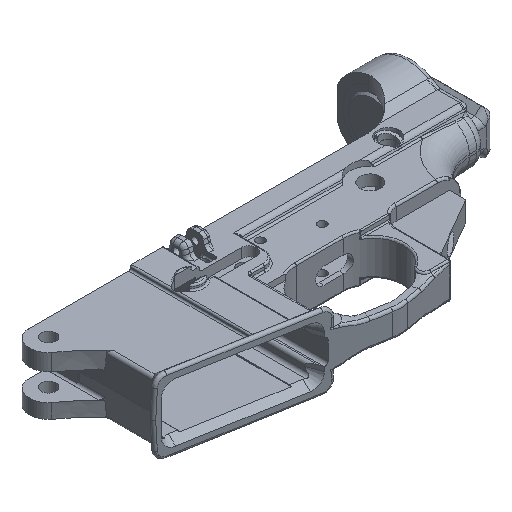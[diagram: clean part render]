
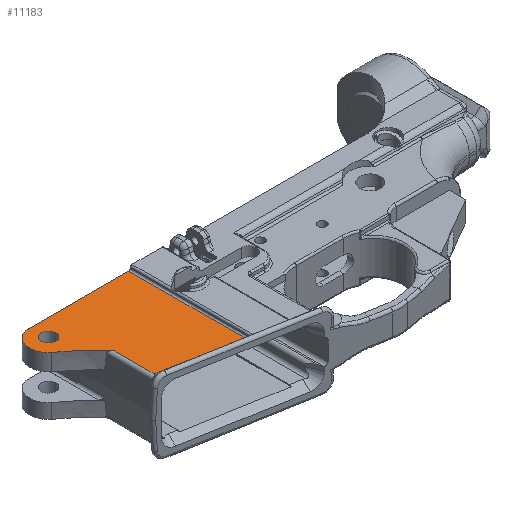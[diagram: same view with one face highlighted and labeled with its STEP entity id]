
A CAD part, isometric view. The second image highlights one B-rep face of the part: STEP entity #11183.
In plain terms, the highlighted planar face has unit normal (0, 0, 1).
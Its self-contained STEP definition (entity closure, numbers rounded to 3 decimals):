
#143=FACE_BOUND('',#2321,.T.);
#706=B_SPLINE_CURVE_WITH_KNOTS('',3,(#22503,#22504,#22505,#22506,#22507,
#22508),.UNSPECIFIED.,.F.,.F.,(4,2,4),(-0.114,-0.051,
0.),.UNSPECIFIED.);
#763=B_SPLINE_CURVE_WITH_KNOTS('',3,(#24988,#24989,#24990,#24991,#24992,
#24993,#24994,#24995,#24996,#24997,#24998,#24999,#25000,#25001,#25002,#25003,
#25004,#25005,#25006),.UNSPECIFIED.,.F.,.F.,(4,3,3,3,3,3,4),(0.,0.4,
0.801,0.926,1.327,1.728,1.859),
 .UNSPECIFIED.);
#1042=PLANE('',#12311);
#1649=FACE_OUTER_BOUND('',#2320,.T.);
#2320=EDGE_LOOP('',(#10297,#10298,#10299,#10300,#10301,#10302,#10303,#10304,
#10305,#10306));
#2321=EDGE_LOOP('',(#10307));
#2698=LINE('',#21057,#3505);
#2841=LINE('',#22799,#3648);
#2925=LINE('',#23563,#3732);
#3128=LINE('',#24926,#3935);
#3140=LINE('',#25061,#3947);
#3142=LINE('',#25066,#3949);
#3505=VECTOR('',#13696,20.718);
#3648=VECTOR('',#14231,54.9);
#3732=VECTOR('',#14505,35.853);
#3935=VECTOR('',#15254,10.);
#3947=VECTOR('',#15292,10.);
#3949=VECTOR('',#15298,37.251);
#4087=CIRCLE('',#11446,3.5);
#4459=CIRCLE('',#12304,8.1);
#4462=CIRCLE('',#12312,7.5);
#4721=VERTEX_POINT('',#17008);
#5054=VERTEX_POINT('',#21042);
#5056=VERTEX_POINT('',#21046);
#5167=VERTEX_POINT('',#22501);
#5224=VERTEX_POINT('',#22796);
#5225=VERTEX_POINT('',#22798);
#5493=VERTEX_POINT('',#24921);
#5500=VERTEX_POINT('',#24964);
#5501=VERTEX_POINT('',#24969);
#5506=VERTEX_POINT('',#25060);
#5507=VERTEX_POINT('',#25064);
#5867=EDGE_CURVE('',#4721,#4721,#4087,.T.);
#6345=EDGE_CURVE('',#5056,#5054,#2698,.T.);
#6523=EDGE_CURVE('',#5167,#5056,#706,.T.);
#6628=EDGE_CURVE('',#5224,#5225,#2841,.T.);
#6782=EDGE_CURVE('',#5225,#5167,#2925,.T.);
#7129=EDGE_CURVE('',#5493,#5054,#3128,.T.);
#7140=EDGE_CURVE('',#5501,#5500,#4459,.T.);
#7142=EDGE_CURVE('',#5500,#5493,#763,.F.);
#7151=EDGE_CURVE('',#5501,#5506,#3140,.T.);
#7153=EDGE_CURVE('',#5506,#5507,#4462,.T.);
#7154=EDGE_CURVE('',#5507,#5224,#3142,.T.);
#10297=ORIENTED_EDGE('',*,*,#7153,.F.);
#10298=ORIENTED_EDGE('',*,*,#7151,.F.);
#10299=ORIENTED_EDGE('',*,*,#7140,.T.);
#10300=ORIENTED_EDGE('',*,*,#7142,.T.);
#10301=ORIENTED_EDGE('',*,*,#7129,.T.);
#10302=ORIENTED_EDGE('',*,*,#6345,.F.);
#10303=ORIENTED_EDGE('',*,*,#6523,.F.);
#10304=ORIENTED_EDGE('',*,*,#6782,.F.);
#10305=ORIENTED_EDGE('',*,*,#6628,.F.);
#10306=ORIENTED_EDGE('',*,*,#7154,.F.);
#10307=ORIENTED_EDGE('',*,*,#5867,.F.);
#11183=ADVANCED_FACE('',(#1649,#143),#1042,.F.);
#11446=AXIS2_PLACEMENT_3D('',#17010,#12941,#12942);
#12304=AXIS2_PLACEMENT_3D('',#24970,#15273,#15274);
#12311=AXIS2_PLACEMENT_3D('',#25063,#15294,#15295);
#12312=AXIS2_PLACEMENT_3D('',#25065,#15296,#15297);
#12941=DIRECTION('center_axis',(0.,0.,
1.));
#12942=DIRECTION('ref_axis',(1.,0.,0.));
#13696=DIRECTION('',(0.,1.,0.));
#14231=DIRECTION('',(0.,-1.,0.));
#14505=DIRECTION('',(-0.985,0.174,0.));
#15254=DIRECTION('',(0.574,-0.819,0.));
#15273=DIRECTION('center_axis',(0.,0.,
1.));
#15274=DIRECTION('ref_axis',(1.,0.,0.));
#15292=DIRECTION('',(0.,1.,0.));
#15294=DIRECTION('center_axis',(0.,0.,
-1.));
#15295=DIRECTION('ref_axis',(0.,-1.,0.));
#15296=DIRECTION('center_axis',(0.,0.,
-1.));
#15297=DIRECTION('ref_axis',(-0.707,0.707,0.));
#15298=DIRECTION('',(1.,0.,0.));
#17008=CARTESIAN_POINT('',(394.71,159.933,28.017));
#17010=CARTESIAN_POINT('Origin',(398.21,159.933,28.017));
#21042=CARTESIAN_POINT('',(408.113,138.597,28.017));
#21046=CARTESIAN_POINT('',(408.113,119.207,28.017));
#21057=CARTESIAN_POINT('',(408.113,119.207,28.017));
#22501=CARTESIAN_POINT('',(409.116,119.359,28.017));
#22503=CARTESIAN_POINT('Ctrl Pts',(409.116,119.359,28.017));
#22504=CARTESIAN_POINT('Ctrl Pts',(408.978,119.383,28.017));
#22505=CARTESIAN_POINT('Ctrl Pts',(408.811,119.39,28.017));
#22506=CARTESIAN_POINT('Ctrl Pts',(408.437,119.324,28.017));
#22507=CARTESIAN_POINT('Ctrl Pts',(408.271,119.271,28.017));
#22508=CARTESIAN_POINT('Ctrl Pts',(408.113,119.207,28.017));
#22796=CARTESIAN_POINT('',(444.425,168.033,28.017));
#22798=CARTESIAN_POINT('',(444.425,113.133,28.017));
#22799=CARTESIAN_POINT('',(444.425,168.033,28.017));
#23563=CARTESIAN_POINT('',(444.425,113.133,28.017));
#24921=CARTESIAN_POINT('',(406.667,140.662,28.017));
#24926=CARTESIAN_POINT('',(412.142,132.844,28.017));
#24964=CARTESIAN_POINT('',(392.656,152.827,28.017));
#24969=CARTESIAN_POINT('',(389.244,159.433,28.017));
#24970=CARTESIAN_POINT('Origin',(397.344,159.433,28.017));
#24988=CARTESIAN_POINT('Ctrl Pts',(406.667,140.662,28.017));
#24989=CARTESIAN_POINT('Ctrl Pts',(405.751,141.63,28.017));
#24990=CARTESIAN_POINT('Ctrl Pts',(404.815,142.578,28.017));
#24991=CARTESIAN_POINT('Ctrl Pts',(403.859,143.506,28.017));
#24992=CARTESIAN_POINT('Ctrl Pts',(402.9,144.438,28.017));
#24993=CARTESIAN_POINT('Ctrl Pts',(401.922,145.349,28.017));
#24994=CARTESIAN_POINT('Ctrl Pts',(400.924,146.239,28.017));
#24995=CARTESIAN_POINT('Ctrl Pts',(400.612,146.517,28.017));
#24996=CARTESIAN_POINT('Ctrl Pts',(400.298,146.794,28.017));
#24997=CARTESIAN_POINT('Ctrl Pts',(399.982,147.068,28.017));
#24998=CARTESIAN_POINT('Ctrl Pts',(398.974,147.944,28.017));
#24999=CARTESIAN_POINT('Ctrl Pts',(397.948,148.798,28.017));
#25000=CARTESIAN_POINT('Ctrl Pts',(396.904,149.63,28.017));
#25001=CARTESIAN_POINT('Ctrl Pts',(395.86,150.463,28.017));
#25002=CARTESIAN_POINT('Ctrl Pts',(394.799,151.274,28.017));
#25003=CARTESIAN_POINT('Ctrl Pts',(393.72,152.061,28.017));
#25004=CARTESIAN_POINT('Ctrl Pts',(393.367,152.319,28.017));
#25005=CARTESIAN_POINT('Ctrl Pts',(393.013,152.574,28.017));
#25006=CARTESIAN_POINT('Ctrl Pts',(392.656,152.827,28.017));
#25060=CARTESIAN_POINT('',(389.244,160.533,28.017));
#25061=CARTESIAN_POINT('',(389.244,159.433,28.017));
#25063=CARTESIAN_POINT('Origin',(419.723,112.804,28.017));
#25064=CARTESIAN_POINT('',(396.744,168.033,28.017));
#25065=CARTESIAN_POINT('Origin',(396.744,160.533,28.017));
#25066=CARTESIAN_POINT('',(407.173,168.033,28.017));
